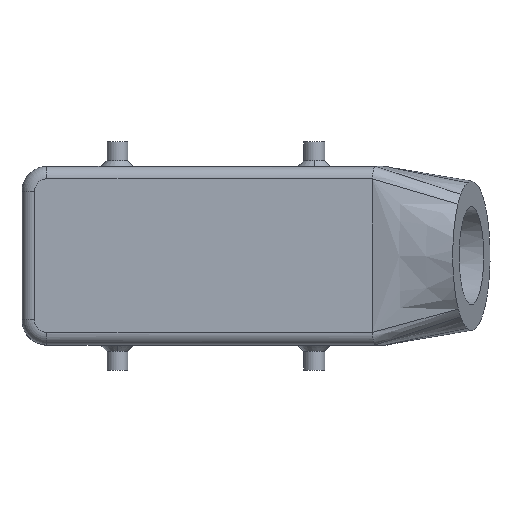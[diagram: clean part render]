
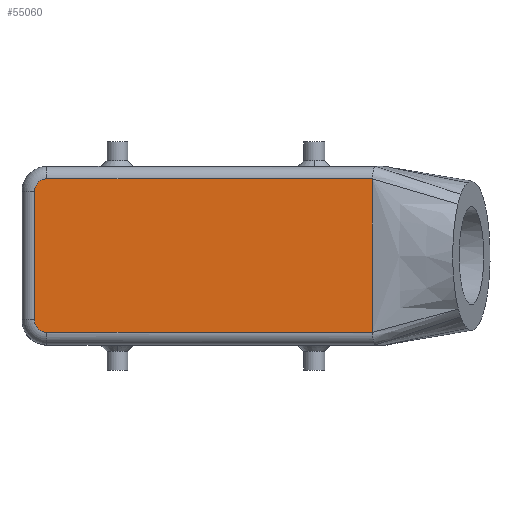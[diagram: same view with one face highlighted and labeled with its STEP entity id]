
A CAD part, top view. The second image highlights one B-rep face of the part: STEP entity #55060.
In plain terms, the highlighted planar face has unit normal (0, 0, 1).
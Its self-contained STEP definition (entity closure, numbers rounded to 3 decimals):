
#36070=CARTESIAN_POINT('',(37.75,18.5,63.));
#36080=VERTEX_POINT('',#36070);
#36110=CARTESIAN_POINT('',(-40.75,18.5,63.));
#36120=DIRECTION('',(1.,0.,0.));
#36130=VECTOR('',#36120,1.);
#36140=LINE('',#36110,#36130);
#36150=CARTESIAN_POINT('',(-40.75,18.5,63.));
#36160=VERTEX_POINT('',#36150);
#36170=EDGE_CURVE('',#36160,#36080,#36140,.T.);
#36680=CARTESIAN_POINT('',(-43.75,15.5,63.));
#36690=VERTEX_POINT('',#36680);
#36720=CARTESIAN_POINT('',(-43.75,-15.5,63.));
#36730=DIRECTION('',(0.,1.,0.));
#36740=VECTOR('',#36730,1.);
#36750=LINE('',#36720,#36740);
#36760=CARTESIAN_POINT('',(-43.75,-15.5,63.));
#36770=VERTEX_POINT('',#36760);
#36780=EDGE_CURVE('',#36770,#36690,#36750,.T.);
#37020=CARTESIAN_POINT('',(37.75,-18.5,63.));
#37030=DIRECTION('',(-1.,0.,0.));
#37040=VECTOR('',#37030,1.);
#37050=LINE('',#37020,#37040);
#37060=CARTESIAN_POINT('',(37.75,-18.5,63.));
#37070=VERTEX_POINT('',#37060);
#37080=CARTESIAN_POINT('',(-40.75,-18.5,63.));
#37090=VERTEX_POINT('',#37080);
#37100=EDGE_CURVE('',#37070,#37090,#37050,.T.);
#49880=CARTESIAN_POINT('',(37.75,18.5,63.));
#49890=DIRECTION('',(0.,-1.,0.));
#49900=VECTOR('',#49890,1.);
#49910=LINE('',#49880,#49900);
#49920=EDGE_CURVE('',#36080,#37070,#49910,.T.);
#53590=CARTESIAN_POINT('',(-40.75,-15.5,63.));
#53600=DIRECTION('',(0.,0.,-1.));
#53610=DIRECTION('',(-1.,0.,-0.));
#53620=AXIS2_PLACEMENT_3D('',#53590,#53600,#53610);
#53630=CIRCLE('',#53620,3.);
#53640=EDGE_CURVE('',#37090,#36770,#53630,.T.);
#54330=CARTESIAN_POINT('',(-40.75,15.5,63.));
#54340=DIRECTION('',(0.,0.,-1.));
#54350=DIRECTION('',(-1.,0.,-0.));
#54360=AXIS2_PLACEMENT_3D('',#54330,#54340,#54350);
#54370=CIRCLE('',#54360,3.);
#54380=EDGE_CURVE('',#36690,#36160,#54370,.T.);
#54930=CARTESIAN_POINT('',(-51.9,-22.2,63.));
#54940=DIRECTION('',(0.,0.,1.));
#54950=DIRECTION('',(1.,0.,-0.));
#54960=AXIS2_PLACEMENT_3D('',#54930,#54940,#54950);
#54970=PLANE('',#54960);
#54980=ORIENTED_EDGE('',*,*,#49920,.F.);
#54990=ORIENTED_EDGE('',*,*,#37100,.F.);
#55000=ORIENTED_EDGE('',*,*,#53640,.F.);
#55010=ORIENTED_EDGE('',*,*,#36780,.F.);
#55020=ORIENTED_EDGE('',*,*,#54380,.F.);
#55030=ORIENTED_EDGE('',*,*,#36170,.F.);
#55040=EDGE_LOOP('',(#55030,#55020,#55010,#55000,#54990,#54980));
#55050=FACE_OUTER_BOUND('',#55040,.T.);
#55060=ADVANCED_FACE('',(#55050),#54970,.T.);
